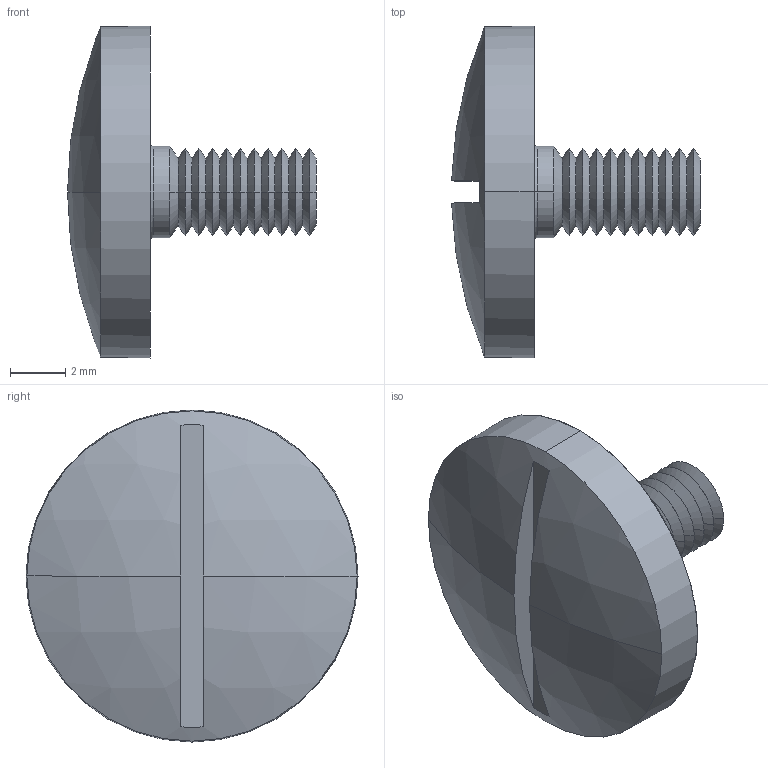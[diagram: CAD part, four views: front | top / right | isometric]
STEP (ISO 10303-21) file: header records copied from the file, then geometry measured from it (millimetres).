
FILE_DESCRIPTION (( 'STEP AP214' ), '1' );
FILE_NAME ('Carriage Movement Screw M3.3 x 6.STEP', '2025-07-06T08:35:26', ( '' ), ( '' ), 'SwSTEP 2.0', 'SolidWorks 2025', '' );
FILE_SCHEMA (( 'AUTOMOTIVE_DESIGN' ));
Length unit declared in the file: millimetre
Products named in the file (1): Carriage Movement Screw M3.3 x 6_JIS B 1101 Binding head screw M3 x 5 --5S
Bounding box: 8.99 x 12 x 12 mm (x, y, z)
Volume: 303.6 mm3; surface area: 395.8 mm2
Topology: 1 solids, 1 shells, 57 faces, 118 edges, 64 vertices
Faces by surface type: cone 44, plane 5, cylinder 4, torus 2, sphere 2
Entity records: 1522 total; most frequent: DIRECTION 302, CARTESIAN_POINT 240, ORIENTED_EDGE 236, AXIS2_PLACEMENT_3D 126, EDGE_CURVE 118, CIRCLE 68, VERTEX_POINT 64, EDGE_LOOP 58
